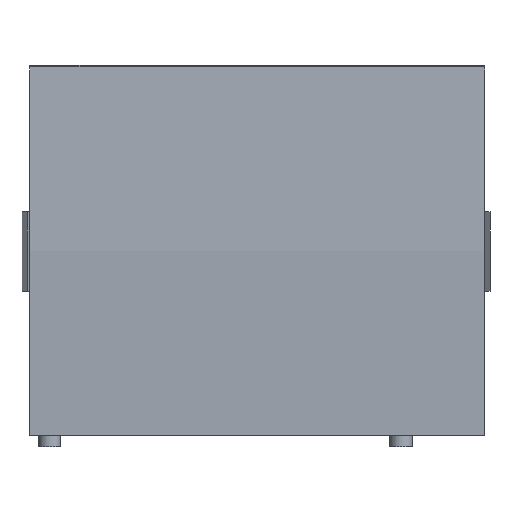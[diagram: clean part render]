
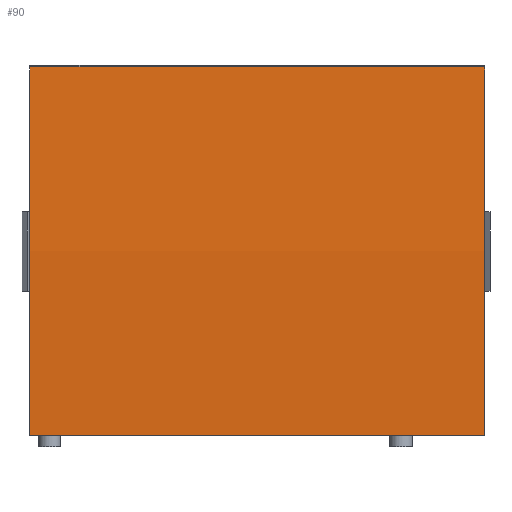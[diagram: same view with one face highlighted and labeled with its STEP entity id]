
A CAD part, left-side view. The second image highlights one B-rep face of the part: STEP entity #90.
In plain terms, the highlighted free-form (B-spline) face has degree [2, 1] with [3, 2] control points.
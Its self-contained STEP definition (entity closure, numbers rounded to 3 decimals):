
#90=ADVANCED_FACE('',(#130),#537,.T.);
#130=FACE_OUTER_BOUND('',#170,.T.);
#170=EDGE_LOOP('',(#302,#303,#304,#305));
#302=ORIENTED_EDGE('',*,*,#385,.T.);
#303=ORIENTED_EDGE('',*,*,#386,.T.);
#304=ORIENTED_EDGE('',*,*,#387,.F.);
#305=ORIENTED_EDGE('',*,*,#383,.F.);
#383=EDGE_CURVE('',#495,#496,#444,.T.);
#385=EDGE_CURVE('',#495,#497,#446,.T.);
#386=EDGE_CURVE('',#497,#498,#447,.T.);
#387=EDGE_CURVE('',#496,#498,#448,.T.);
#444=(
BOUNDED_CURVE()
B_SPLINE_CURVE(1,(#1039,#1040),.UNSPECIFIED.,.F.,.F.)
B_SPLINE_CURVE_WITH_KNOTS((2,2),(0.,815.117),.UNSPECIFIED.)
CURVE()
GEOMETRIC_REPRESENTATION_ITEM()
RATIONAL_B_SPLINE_CURVE((1.,1.))
REPRESENTATION_ITEM('')
);
#446=(
BOUNDED_CURVE()
B_SPLINE_CURVE(2,(#1044,#1045,#1046),.UNSPECIFIED.,.F.,.F.)
B_SPLINE_CURVE_WITH_KNOTS((3,3),(1461.078,2121.44),
 .UNSPECIFIED.)
CURVE()
GEOMETRIC_REPRESENTATION_ITEM()
RATIONAL_B_SPLINE_CURVE((1.,0.998,1.))
REPRESENTATION_ITEM('')
);
#447=(
BOUNDED_CURVE()
B_SPLINE_CURVE(1,(#1047,#1048),.UNSPECIFIED.,.F.,.F.)
B_SPLINE_CURVE_WITH_KNOTS((2,2),(0.,815.117),.UNSPECIFIED.)
CURVE()
GEOMETRIC_REPRESENTATION_ITEM()
RATIONAL_B_SPLINE_CURVE((1.,1.))
REPRESENTATION_ITEM('')
);
#448=(
BOUNDED_CURVE()
B_SPLINE_CURVE(2,(#1049,#1050,#1051),.UNSPECIFIED.,.F.,.F.)
B_SPLINE_CURVE_WITH_KNOTS((3,3),(1461.078,2121.44),
 .UNSPECIFIED.)
CURVE()
GEOMETRIC_REPRESENTATION_ITEM()
RATIONAL_B_SPLINE_CURVE((1.,0.998,1.))
REPRESENTATION_ITEM('')
);
#495=VERTEX_POINT('',#1022);
#496=VERTEX_POINT('',#1023);
#497=VERTEX_POINT('',#1024);
#498=VERTEX_POINT('',#1025);
#537=(
BOUNDED_SURFACE()
B_SPLINE_SURFACE(2,1,((#1004,#1005),(#1006,#1007),(#1008,#1009)),
 .UNSPECIFIED.,.F.,.F.,.F.)
B_SPLINE_SURFACE_WITH_KNOTS((3,3),(2,2),(1461.078,2121.44),
(0.,815.117),.UNSPECIFIED.)
GEOMETRIC_REPRESENTATION_ITEM()
RATIONAL_B_SPLINE_SURFACE(((1.,1.),(0.998,0.998),
(1.,1.)))
REPRESENTATION_ITEM('')
SURFACE()
);
#1004=CARTESIAN_POINT('',(290110.875,26885.269,680.));
#1005=CARTESIAN_POINT('',(290110.875,26070.152,680.));
#1006=CARTESIAN_POINT('',(290091.927,26885.269,350.));
#1007=CARTESIAN_POINT('',(290091.927,26070.152,350.));
#1008=CARTESIAN_POINT('',(290110.875,26885.269,20.));
#1009=CARTESIAN_POINT('',(290110.875,26070.152,20.));
#1022=CARTESIAN_POINT('',(290110.875,26885.269,680.));
#1023=CARTESIAN_POINT('',(290110.875,26070.152,680.));
#1024=CARTESIAN_POINT('',(290110.875,26885.269,20.));
#1025=CARTESIAN_POINT('',(290110.875,26070.152,20.));
#1039=CARTESIAN_POINT('',(290110.875,26885.269,680.));
#1040=CARTESIAN_POINT('',(290110.875,26070.152,680.));
#1044=CARTESIAN_POINT('',(290110.875,26885.269,680.));
#1045=CARTESIAN_POINT('',(290091.927,26885.269,350.));
#1046=CARTESIAN_POINT('',(290110.875,26885.269,20.));
#1047=CARTESIAN_POINT('',(290110.875,26885.269,20.));
#1048=CARTESIAN_POINT('',(290110.875,26070.152,20.));
#1049=CARTESIAN_POINT('',(290110.875,26070.152,680.));
#1050=CARTESIAN_POINT('',(290091.927,26070.152,350.));
#1051=CARTESIAN_POINT('',(290110.875,26070.152,20.));
